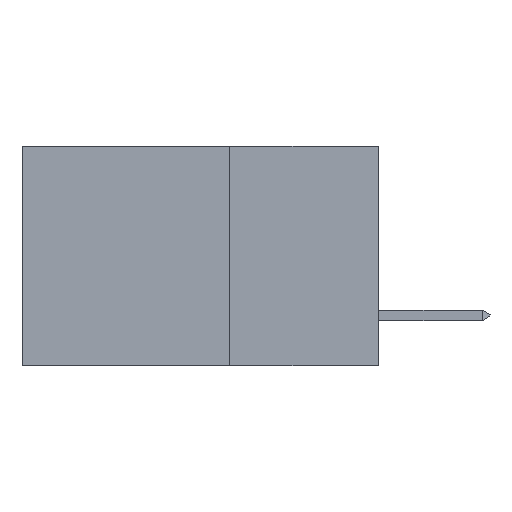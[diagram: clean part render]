
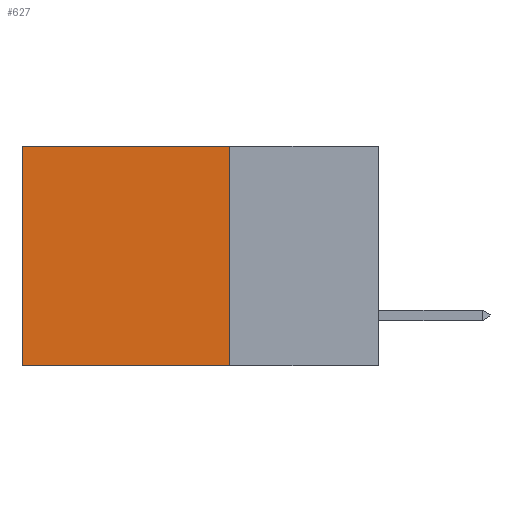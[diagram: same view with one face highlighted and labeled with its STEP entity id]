
A CAD part, left-side view. The second image highlights one B-rep face of the part: STEP entity #627.
In plain terms, the highlighted planar face has unit normal (-1, 0, 0).
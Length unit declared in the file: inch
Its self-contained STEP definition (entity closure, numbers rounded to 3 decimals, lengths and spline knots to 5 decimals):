
#518 = CARTESIAN_POINT ( 'NONE',  ( 0.298, 0.6, 0. ) ) ;
#627 = ADVANCED_FACE ( 'NONE', ( #13626 ), #10024, .F. ) ;
#698 = VECTOR ( 'NONE', #10778, 39.37008 ) ;
#839 = VERTEX_POINT ( 'NONE', #10695 ) ;
#1073 = LINE ( 'NONE', #6133, #14777 ) ;
#1952 = LINE ( 'NONE', #9735, #698 ) ;
#2880 = ORIENTED_EDGE ( 'NONE', *, *, #10952, .F. ) ;
#3171 = CARTESIAN_POINT ( 'NONE',  ( 0.298, 0.25, -0.37 ) ) ;
#3882 = CARTESIAN_POINT ( 'NONE',  ( 0.298, 0.25, 0. ) ) ;
#4046 = LINE ( 'NONE', #7728, #13821 ) ;
#4098 = DIRECTION ( 'NONE',  ( 1., 0., 0. ) ) ;
#4254 = CARTESIAN_POINT ( 'NONE',  ( 0.298, 0.25, 0. ) ) ;
#4740 = EDGE_CURVE ( 'NONE', #9020, #839, #1073, .T. ) ;
#4798 = EDGE_CURVE ( 'NONE', #7976, #9020, #1952, .T. ) ;
#5725 = EDGE_LOOP ( 'NONE', ( #8879, #2880, #12430, #10199 ) ) ;
#6133 = CARTESIAN_POINT ( 'NONE',  ( 0.298, 0.6, 0. ) ) ;
#6689 = AXIS2_PLACEMENT_3D ( 'NONE', #4254, #4098, #14472 ) ;
#7482 = EDGE_CURVE ( 'NONE', #7976, #12636, #14663, .T. ) ;
#7728 = CARTESIAN_POINT ( 'NONE',  ( 0.298, 0.25, -0.37 ) ) ;
#7933 = VECTOR ( 'NONE', #11925, 39.37008 ) ;
#7976 = VERTEX_POINT ( 'NONE', #8049 ) ;
#8049 = CARTESIAN_POINT ( 'NONE',  ( 0.298, 0.25, 0. ) ) ;
#8283 = DIRECTION ( 'NONE',  ( 0., 0., -1. ) ) ;
#8879 = ORIENTED_EDGE ( 'NONE', *, *, #4740, .T. ) ;
#9020 = VERTEX_POINT ( 'NONE', #518 ) ;
#9735 = CARTESIAN_POINT ( 'NONE',  ( 0.298, 0.25, 0. ) ) ;
#10024 = PLANE ( 'NONE',  #6689 ) ;
#10199 = ORIENTED_EDGE ( 'NONE', *, *, #4798, .T. ) ;
#10695 = CARTESIAN_POINT ( 'NONE',  ( 0.298, 0.6, -0.37 ) ) ;
#10778 = DIRECTION ( 'NONE',  ( 0., 1., 0. ) ) ;
#10952 = EDGE_CURVE ( 'NONE', #12636, #839, #4046, .T. ) ;
#11925 = DIRECTION ( 'NONE',  ( 0., 0., -1. ) ) ;
#11998 = DIRECTION ( 'NONE',  ( 0., 1., 0. ) ) ;
#12430 = ORIENTED_EDGE ( 'NONE', *, *, #7482, .F. ) ;
#12636 = VERTEX_POINT ( 'NONE', #3171 ) ;
#13626 = FACE_OUTER_BOUND ( 'NONE', #5725, .T. ) ;
#13821 = VECTOR ( 'NONE', #11998, 39.37008 ) ;
#14472 = DIRECTION ( 'NONE',  ( 0., 0., -1. ) ) ;
#14663 = LINE ( 'NONE', #3882, #7933 ) ;
#14777 = VECTOR ( 'NONE', #8283, 39.37008 ) ;
